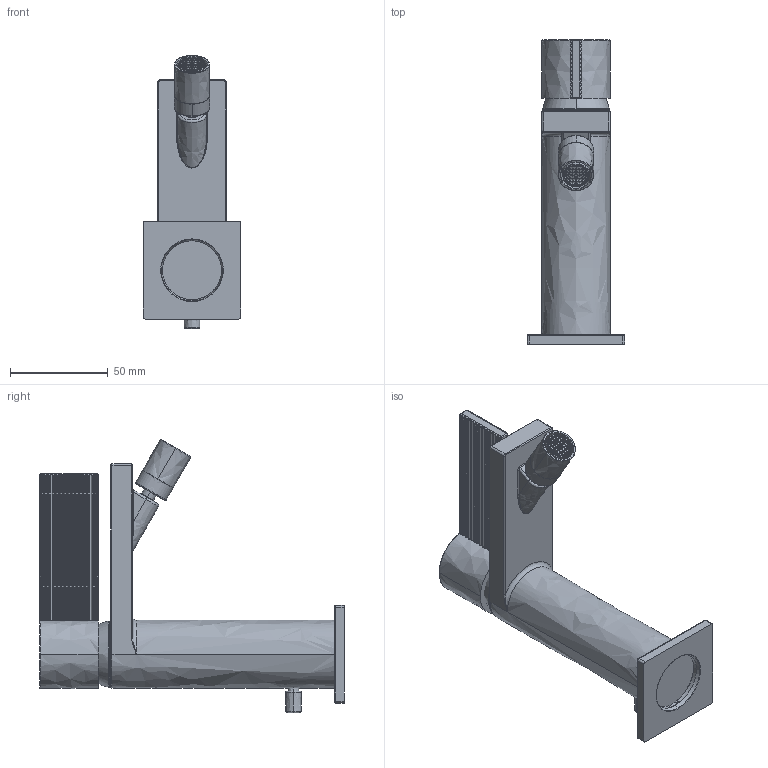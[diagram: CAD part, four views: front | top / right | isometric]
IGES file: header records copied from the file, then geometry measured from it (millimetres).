
Start section:  PTC IGES file: GPF7350700000G000_1.igs
Global section: file name: GPF7350700000G000_1.igs; native system: Creo Parametric by PTC Inc.; preprocessor: 2020281; author: plmexport; organization: Unknown; date: 20240405.115645; units: millimetre
Bounding box: 50 x 155.98 x 139.96 mm (x, y, z)
Surface area: 45489.6 mm2 (no closed solid volume)
Topology: 0 solids, 0 shells, 1074 faces, 5877 edges, 5873 vertices
Faces by surface type: bspline 1074
